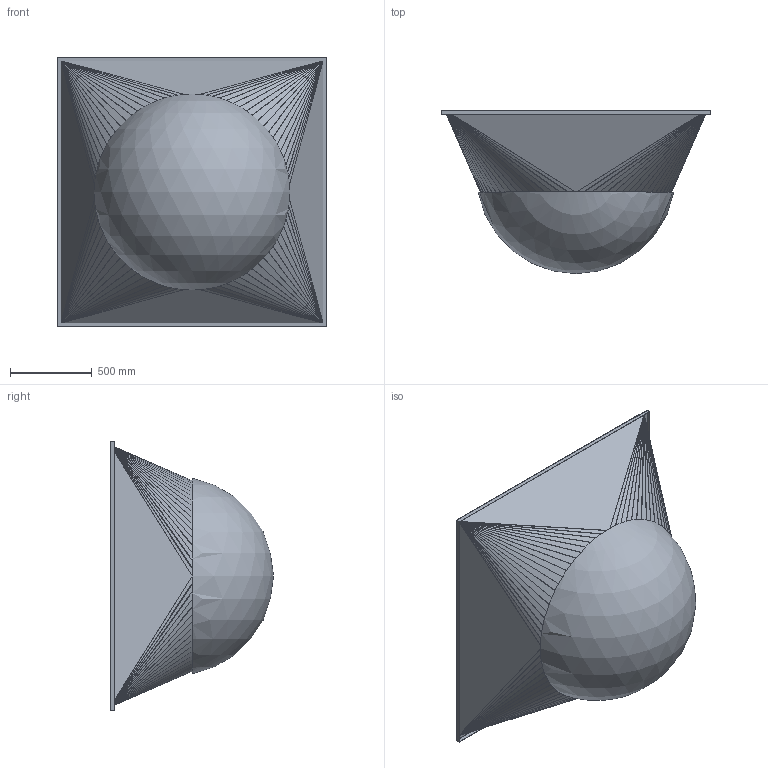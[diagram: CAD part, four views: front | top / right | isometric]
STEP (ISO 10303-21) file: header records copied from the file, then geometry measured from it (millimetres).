
FILE_DESCRIPTION(/* description */ (''),/* implementation_level */ '2;1');
FILE_NAME(/* name */ 'Paila_semiesferica.stp',/* time_stamp */ '2020-04-22T12:13:25-05:00',/* author */ ('Anakin'),/* organization */ (''),/* preprocessor_version */ 'ST-DEVELOPER v17',/* originating_system */ 'Autodesk Inventor 2019',/* authorisation */ '');
FILE_SCHEMA (('AUTOMOTIVE_DESIGN { 1 0 10303 214 3 1 1 }'));
Length unit declared in the file: millimetre
Products named in the file (1): Paila_semiesferica
Bounding box: 1654.03 x 1000 x 1654.03 mm (x, y, z)
Volume: 35450557.4 mm3; surface area: 10362063.5 mm2
Topology: 1 solids, 1 shells, 554 faces, 1389 edges, 841 vertices
Faces by surface type: plane 260, cylinder 172, bspline 120, sphere 2
Entity records: 18357 total; most frequent: CARTESIAN_POINT 5545, ORIENTED_EDGE 2778, DIRECTION 2500, EDGE_CURVE 1389, AXIS2_PLACEMENT_3D 852, VERTEX_POINT 841, LINE 796, VECTOR 796
